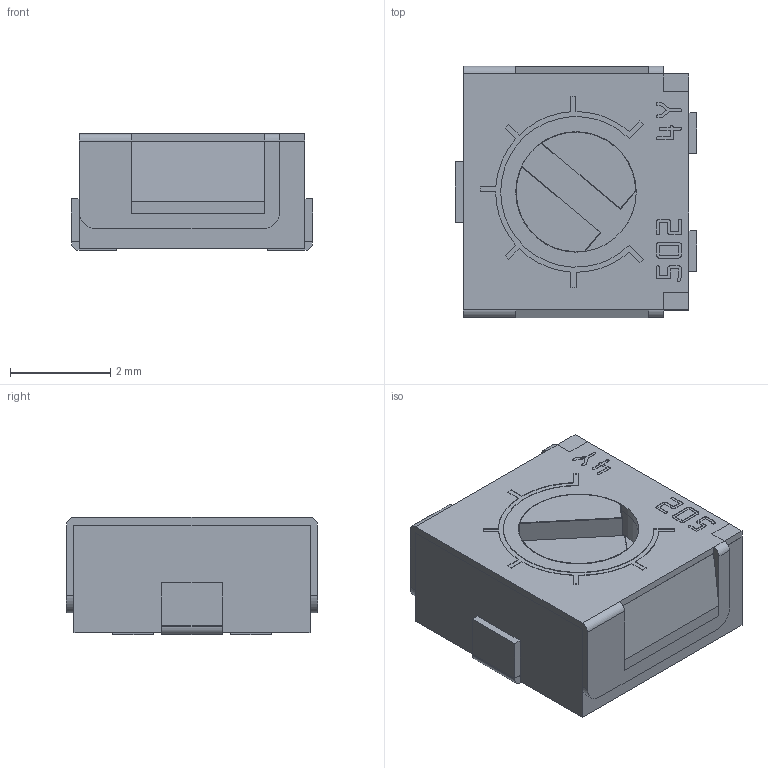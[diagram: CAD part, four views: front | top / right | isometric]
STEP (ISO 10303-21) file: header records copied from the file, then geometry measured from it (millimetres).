
FILE_DESCRIPTION(('FreeCAD Model'),'2;1');
FILE_NAME('Compound.step','2017-10-11T15:14:27',( 'kicad StepUp'),('ksu MCAD'),'Open CASCADE STEP processor 7.1', 'FreeCAD','Unknown');
FILE_SCHEMA(('AUTOMOTIVE_DESIGN_CC2 { 1 2 10303 214 -1 1 5 4 }'));
Length unit declared in the file: millimetre
Products named in the file (1): Compound
Bounding box: 4.8 x 5 x 2.33 mm (x, y, z)
Volume: 49.1 mm3; surface area: 187.6 mm2
Topology: 12 solids, 12 shells, 259 faces, 671 edges, 442 vertices
Faces by surface type: plane 183, bspline 38, cylinder 36, cone 2
Entity records: 10821 total; most frequent: CARTESIAN_POINT 2855, ORIENTED_EDGE 1342, DIRECTION 1113, EDGE_CURVE 671, LINE 513, VECTOR 513, VERTEX_POINT 442, AXIS2_PLACEMENT_3D 300
